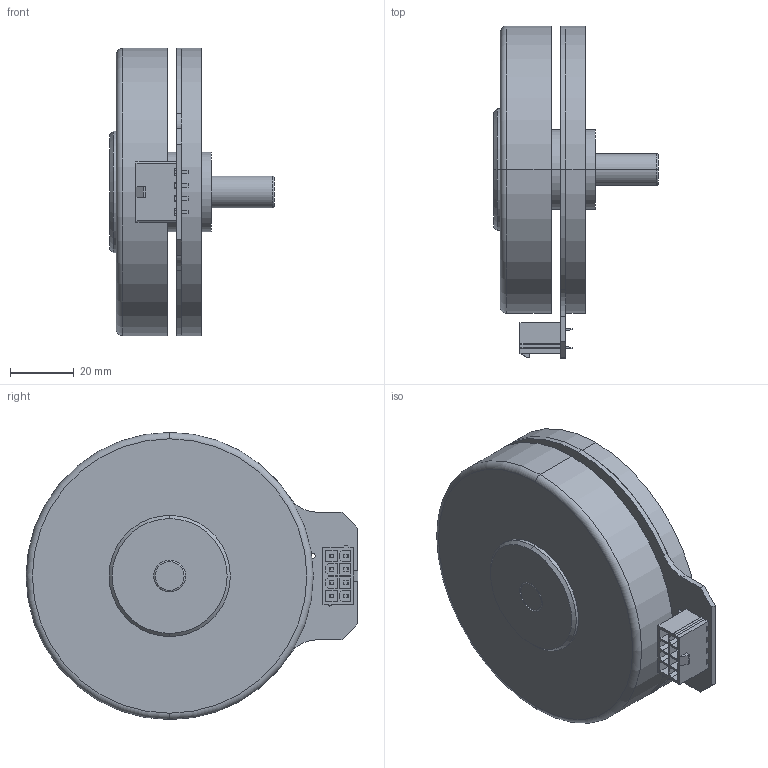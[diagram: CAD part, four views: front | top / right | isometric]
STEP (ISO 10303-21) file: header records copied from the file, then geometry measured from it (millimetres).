
FILE_DESCRIPTION (( 'STEP AP203' ), '1' );
FILE_NAME ('NBL9027.STEP', '2020-01-01T01:34:45', ( '' ), ( '' ), 'SwSTEP 2.0', 'SolidWorks 2015', '' );
FILE_SCHEMA (( 'CONFIG_CONTROL_DESIGN' ));
Length unit declared in the file: millimetre
Products named in the file (7): 90W假蚾啣; 粣創; 90W儂褲; 90Wpcb; NBL9027; 粣; 039281083
Assembly tree (6 placements, depth 2):
  NBL9027
    90W假蚾啣
    90Wpcb
    039281083
    90W儂褲
    粣創
    粣
Bounding box: 51.5 x 104 x 90 mm (x, y, z)
Volume: 73719.1 mm3; surface area: 57548.5 mm2
Topology: 6 solids, 6 shells, 394 faces, 988 edges, 654 vertices
Faces by surface type: plane 273, cylinder 109, torus 8, cone 4
Entity records: 12567 total; most frequent: CARTESIAN_POINT 2045, DIRECTION 2032, ORIENTED_EDGE 1976, EDGE_CURVE 988, LINE 750, VECTOR 750, VERTEX_POINT 654, AXIS2_PLACEMENT_3D 641
